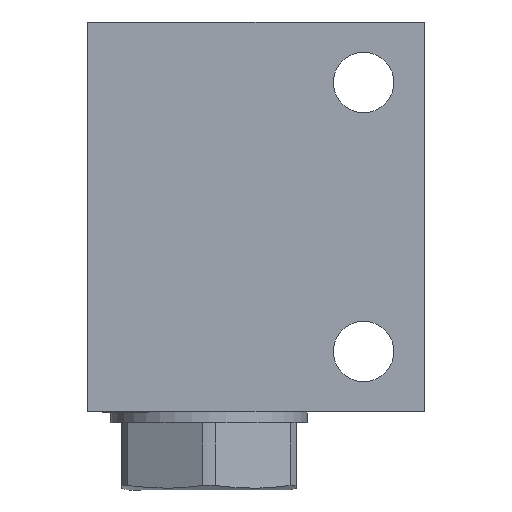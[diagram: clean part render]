
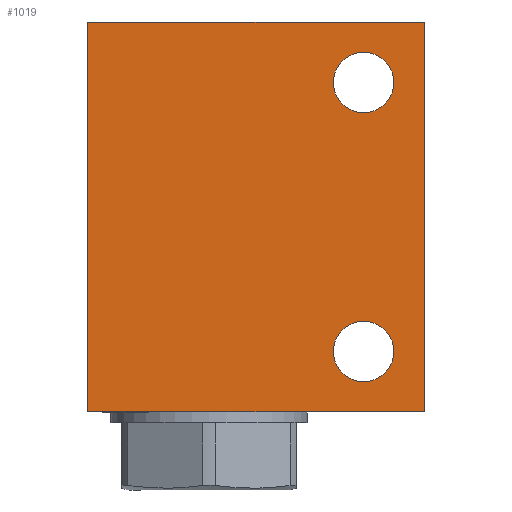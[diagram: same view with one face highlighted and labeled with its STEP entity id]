
A CAD part, left-side view. The second image highlights one B-rep face of the part: STEP entity #1019.
In plain terms, the highlighted planar face has unit normal (-1, 0, 0).
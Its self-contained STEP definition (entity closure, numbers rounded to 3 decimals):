
#9 = ORIENTED_EDGE ( 'NONE', *, *, #1765, .F. ) ;
#24 = VERTEX_POINT ( 'NONE', #1920 ) ;
#53 = VECTOR ( 'NONE', #822, 1000. ) ;
#101 = CARTESIAN_POINT ( 'NONE',  ( -7.5, -16., -12.7 ) ) ;
#131 = EDGE_CURVE ( 'NONE', #796, #724, #923, .T. ) ;
#138 = DIRECTION ( 'NONE',  ( -1., 0., 0. ) ) ;
#140 = CARTESIAN_POINT ( 'NONE',  ( -7.5, -11.5, 14.05 ) ) ;
#142 = AXIS2_PLACEMENT_3D ( 'NONE', #1377, #1607, #714 ) ;
#169 = DIRECTION ( 'NONE',  ( 1., 0., 0. ) ) ;
#170 = EDGE_CURVE ( 'NONE', #1818, #1487, #304, .T. ) ;
#187 = CIRCLE ( 'NONE', #976, 2.25 ) ;
#194 = CARTESIAN_POINT ( 'NONE',  ( -7.5, -16., -12.7 ) ) ;
#304 = CIRCLE ( 'NONE', #563, 2.25 ) ;
#325 = CARTESIAN_POINT ( 'NONE',  ( -7.5, -16., -12.7 ) ) ;
#356 = LINE ( 'NONE', #325, #53 ) ;
#383 = EDGE_CURVE ( 'NONE', #724, #796, #569, .T. ) ;
#464 = EDGE_LOOP ( 'NONE', ( #1017, #9 ) ) ;
#480 = EDGE_LOOP ( 'NONE', ( #1231, #1828 ) ) ;
#520 = PLANE ( 'NONE',  #1531 ) ;
#563 = AXIS2_PLACEMENT_3D ( 'NONE', #1625, #591, #917 ) ;
#569 = CIRCLE ( 'NONE', #142, 2.25 ) ;
#591 = DIRECTION ( 'NONE',  ( -1., 0., 0. ) ) ;
#593 = VERTEX_POINT ( 'NONE', #626 ) ;
#611 = DIRECTION ( 'NONE',  ( 0., 0., 1. ) ) ;
#626 = CARTESIAN_POINT ( 'NONE',  ( -7.5, 9., 16.3 ) ) ;
#640 = ORIENTED_EDGE ( 'NONE', *, *, #985, .T. ) ;
#641 = FACE_BOUND ( 'NONE', #464, .T. ) ;
#678 = ORIENTED_EDGE ( 'NONE', *, *, #1294, .T. ) ;
#690 = CARTESIAN_POINT ( 'NONE',  ( -7.5, 9., -12.7 ) ) ;
#692 = EDGE_CURVE ( 'NONE', #24, #884, #1960, .T. ) ;
#714 = DIRECTION ( 'NONE',  ( 0., 0., 1. ) ) ;
#724 = VERTEX_POINT ( 'NONE', #1337 ) ;
#731 = VECTOR ( 'NONE', #892, 1000. ) ;
#741 = EDGE_CURVE ( 'NONE', #593, #24, #775, .T. ) ;
#775 = LINE ( 'NONE', #1991, #731 ) ;
#796 = VERTEX_POINT ( 'NONE', #140 ) ;
#822 = DIRECTION ( 'NONE',  ( 0., 0., 1. ) ) ;
#833 = DIRECTION ( 'NONE',  ( 0., 1., 0. ) ) ;
#884 = VERTEX_POINT ( 'NONE', #194 ) ;
#892 = DIRECTION ( 'NONE',  ( 0., 0., -1. ) ) ;
#917 = DIRECTION ( 'NONE',  ( 0., 0., 1. ) ) ;
#923 = CIRCLE ( 'NONE', #1896, 2.25 ) ;
#972 = FACE_BOUND ( 'NONE', #480, .T. ) ;
#976 = AXIS2_PLACEMENT_3D ( 'NONE', #1486, #1649, #611 ) ;
#985 = EDGE_CURVE ( 'NONE', #1775, #593, #1215, .T. ) ;
#1017 = ORIENTED_EDGE ( 'NONE', *, *, #170, .F. ) ;
#1019 = ADVANCED_FACE ( 'NONE', ( #972, #641, #1914 ), #520, .F. ) ;
#1071 = CARTESIAN_POINT ( 'NONE',  ( -7.5, -11.5, -10.45 ) ) ;
#1177 = VECTOR ( 'NONE', #1942, 1000. ) ;
#1215 = LINE ( 'NONE', #1827, #1243 ) ;
#1231 = ORIENTED_EDGE ( 'NONE', *, *, #131, .F. ) ;
#1243 = VECTOR ( 'NONE', #833, 1000. ) ;
#1264 = CARTESIAN_POINT ( 'NONE',  ( -7.5, -11.5, -5.95 ) ) ;
#1294 = EDGE_CURVE ( 'NONE', #884, #1775, #356, .T. ) ;
#1337 = CARTESIAN_POINT ( 'NONE',  ( -7.5, -11.5, 9.55 ) ) ;
#1357 = EDGE_LOOP ( 'NONE', ( #1674, #678, #640, #1500 ) ) ;
#1377 = CARTESIAN_POINT ( 'NONE',  ( -7.5, -11.5, 11.8 ) ) ;
#1486 = CARTESIAN_POINT ( 'NONE',  ( -7.5, -11.5, -8.2 ) ) ;
#1487 = VERTEX_POINT ( 'NONE', #1071 ) ;
#1500 = ORIENTED_EDGE ( 'NONE', *, *, #741, .T. ) ;
#1531 = AXIS2_PLACEMENT_3D ( 'NONE', #690, #169, #1544 ) ;
#1544 = DIRECTION ( 'NONE',  ( 0., -1., 0. ) ) ;
#1607 = DIRECTION ( 'NONE',  ( -1., 0., 0. ) ) ;
#1625 = CARTESIAN_POINT ( 'NONE',  ( -7.5, -11.5, -8.2 ) ) ;
#1649 = DIRECTION ( 'NONE',  ( -1., 0., 0. ) ) ;
#1674 = ORIENTED_EDGE ( 'NONE', *, *, #692, .T. ) ;
#1765 = EDGE_CURVE ( 'NONE', #1487, #1818, #187, .T. ) ;
#1775 = VERTEX_POINT ( 'NONE', #1969 ) ;
#1780 = CARTESIAN_POINT ( 'NONE',  ( -7.5, -11.5, 11.8 ) ) ;
#1793 = DIRECTION ( 'NONE',  ( 0., 0., 1. ) ) ;
#1818 = VERTEX_POINT ( 'NONE', #1264 ) ;
#1827 = CARTESIAN_POINT ( 'NONE',  ( -7.5, -16., 16.3 ) ) ;
#1828 = ORIENTED_EDGE ( 'NONE', *, *, #383, .F. ) ;
#1896 = AXIS2_PLACEMENT_3D ( 'NONE', #1780, #138, #1793 ) ;
#1914 = FACE_OUTER_BOUND ( 'NONE', #1357, .T. ) ;
#1920 = CARTESIAN_POINT ( 'NONE',  ( -7.5, 9., -12.7 ) ) ;
#1942 = DIRECTION ( 'NONE',  ( 0., -1., 0. ) ) ;
#1960 = LINE ( 'NONE', #101, #1177 ) ;
#1969 = CARTESIAN_POINT ( 'NONE',  ( -7.5, -16., 16.3 ) ) ;
#1991 = CARTESIAN_POINT ( 'NONE',  ( -7.5, 9., -12.7 ) ) ;
